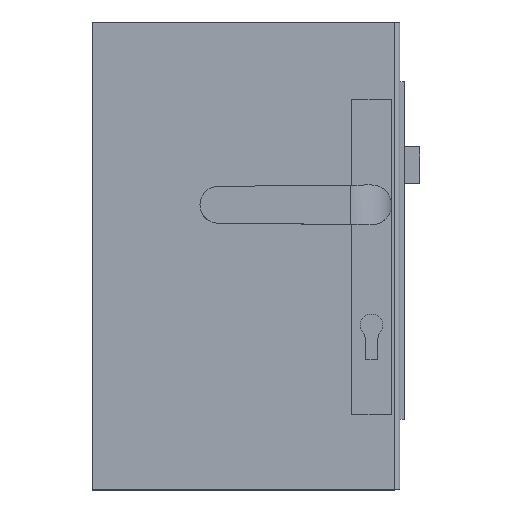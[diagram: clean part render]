
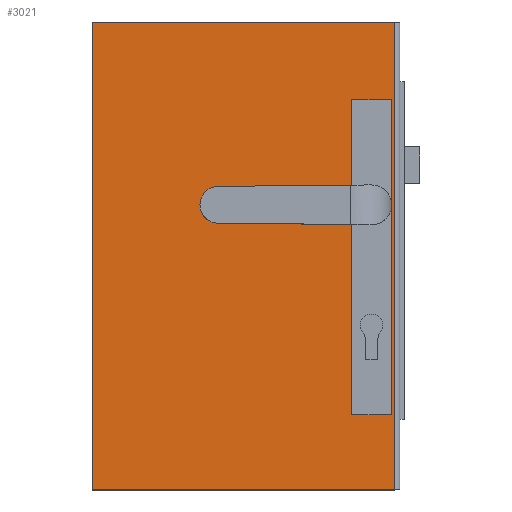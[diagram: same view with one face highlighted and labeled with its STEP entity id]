
A CAD part, top view. The second image highlights one B-rep face of the part: STEP entity #3021.
In plain terms, the highlighted planar face has unit normal (0, 0, 1).
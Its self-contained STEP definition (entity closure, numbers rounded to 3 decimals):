
#61 = ORIENTED_EDGE ( 'NONE', *, *, #1013, .T. ) ;
#110 = ORIENTED_EDGE ( 'NONE', *, *, #3139, .T. ) ;
#152 = EDGE_CURVE ( 'NONE', #2248, #2709, #2178, .T. ) ;
#157 = PLANE ( 'NONE',  #1394 ) ;
#179 = CARTESIAN_POINT ( 'NONE',  ( 74.5, 110., 17. ) ) ;
#270 = ORIENTED_EDGE ( 'NONE', *, *, #3390, .T. ) ;
#335 = CARTESIAN_POINT ( 'NONE',  ( -108.5, 165., 17. ) ) ;
#411 = LINE ( 'NONE', #1806, #2433 ) ;
#446 = CARTESIAN_POINT ( 'NONE',  ( 104.5, 165., 17. ) ) ;
#453 = FACE_BOUND ( 'NONE', #1269, .T. ) ;
#462 = ORIENTED_EDGE ( 'NONE', *, *, #841, .T. ) ;
#568 = LINE ( 'NONE', #3248, #1168 ) ;
#573 = CARTESIAN_POINT ( 'NONE',  ( 102.5, 110., 17. ) ) ;
#736 = VERTEX_POINT ( 'NONE', #1204 ) ;
#744 = EDGE_CURVE ( 'NONE', #2709, #2869, #411, .T. ) ;
#807 = LINE ( 'NONE', #2147, #842 ) ;
#828 = DIRECTION ( 'NONE',  ( 0., 1., 0. ) ) ;
#841 = EDGE_CURVE ( 'NONE', #3461, #3082, #1874, .T. ) ;
#842 = VECTOR ( 'NONE', #828, 1000. ) ;
#847 = DIRECTION ( 'NONE',  ( 0., 1., 0. ) ) ;
#889 = DIRECTION ( 'NONE',  ( 1., 0., 0. ) ) ;
#952 = VERTEX_POINT ( 'NONE', #2905 ) ;
#1013 = EDGE_CURVE ( 'NONE', #736, #3461, #2230, .T. ) ;
#1168 = VECTOR ( 'NONE', #847, 1000. ) ;
#1204 = CARTESIAN_POINT ( 'NONE',  ( 102.5, 110., 17. ) ) ;
#1269 = EDGE_LOOP ( 'NONE', ( #110, #1966, #61, #462 ) ) ;
#1342 = CARTESIAN_POINT ( 'NONE',  ( 102.5, -112., 17. ) ) ;
#1394 = AXIS2_PLACEMENT_3D ( 'NONE', #1738, #1489, #3136 ) ;
#1404 = VERTEX_POINT ( 'NONE', #179 ) ;
#1489 = DIRECTION ( 'NONE',  ( 0., 0., 1. ) ) ;
#1519 = FACE_OUTER_BOUND ( 'NONE', #3108, .T. ) ;
#1666 = ORIENTED_EDGE ( 'NONE', *, *, #744, .T. ) ;
#1738 = CARTESIAN_POINT ( 'NONE',  ( 0., 0., 17. ) ) ;
#1779 = EDGE_CURVE ( 'NONE', #1404, #736, #2998, .T. ) ;
#1806 = CARTESIAN_POINT ( 'NONE',  ( -108.5, 165., 17. ) ) ;
#1810 = ORIENTED_EDGE ( 'NONE', *, *, #152, .T. ) ;
#1860 = VECTOR ( 'NONE', #3246, 1000. ) ;
#1874 = LINE ( 'NONE', #1342, #1860 ) ;
#1894 = CARTESIAN_POINT ( 'NONE',  ( 74.5, -112., 17. ) ) ;
#1917 = VECTOR ( 'NONE', #2518, 1000. ) ;
#1966 = ORIENTED_EDGE ( 'NONE', *, *, #1779, .T. ) ;
#2009 = ORIENTED_EDGE ( 'NONE', *, *, #3062, .T. ) ;
#2147 = CARTESIAN_POINT ( 'NONE',  ( 104.5, 165., 17. ) ) ;
#2178 = LINE ( 'NONE', #3005, #2307 ) ;
#2230 = LINE ( 'NONE', #2784, #1917 ) ;
#2248 = VERTEX_POINT ( 'NONE', #446 ) ;
#2301 = DIRECTION ( 'NONE',  ( 0., -1., 0. ) ) ;
#2307 = VECTOR ( 'NONE', #3261, 1000. ) ;
#2376 = CARTESIAN_POINT ( 'NONE',  ( -108.5, -165., 17. ) ) ;
#2433 = VECTOR ( 'NONE', #2301, 1000. ) ;
#2518 = DIRECTION ( 'NONE',  ( 0., -1., 0. ) ) ;
#2709 = VERTEX_POINT ( 'NONE', #335 ) ;
#2784 = CARTESIAN_POINT ( 'NONE',  ( 102.5, -112., 17. ) ) ;
#2828 = VECTOR ( 'NONE', #889, 1000. ) ;
#2851 = VECTOR ( 'NONE', #3456, 1000. ) ;
#2869 = VERTEX_POINT ( 'NONE', #3368 ) ;
#2905 = CARTESIAN_POINT ( 'NONE',  ( 104.5, -165., 17. ) ) ;
#2917 = LINE ( 'NONE', #2376, #2851 ) ;
#2998 = LINE ( 'NONE', #573, #2828 ) ;
#3005 = CARTESIAN_POINT ( 'NONE',  ( -108.5, 165., 17. ) ) ;
#3021 = ADVANCED_FACE ( 'NONE', ( #453, #1519 ), #157, .T. ) ;
#3062 = EDGE_CURVE ( 'NONE', #952, #2248, #807, .T. ) ;
#3078 = CARTESIAN_POINT ( 'NONE',  ( 102.5, -112., 17. ) ) ;
#3082 = VERTEX_POINT ( 'NONE', #1894 ) ;
#3108 = EDGE_LOOP ( 'NONE', ( #270, #2009, #1810, #1666 ) ) ;
#3136 = DIRECTION ( 'NONE',  ( 1., 0., 0. ) ) ;
#3139 = EDGE_CURVE ( 'NONE', #3082, #1404, #568, .T. ) ;
#3246 = DIRECTION ( 'NONE',  ( -1., 0., 0. ) ) ;
#3248 = CARTESIAN_POINT ( 'NONE',  ( 74.5, -112., 17. ) ) ;
#3261 = DIRECTION ( 'NONE',  ( -1., 0., 0. ) ) ;
#3368 = CARTESIAN_POINT ( 'NONE',  ( -108.5, -165., 17. ) ) ;
#3390 = EDGE_CURVE ( 'NONE', #2869, #952, #2917, .T. ) ;
#3456 = DIRECTION ( 'NONE',  ( 1., 0., 0. ) ) ;
#3461 = VERTEX_POINT ( 'NONE', #3078 ) ;
